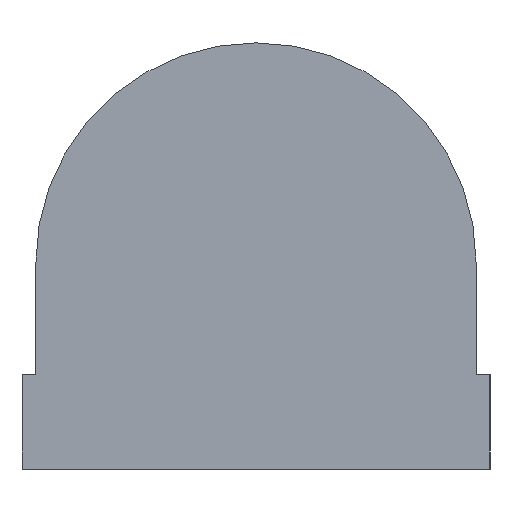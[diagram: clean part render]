
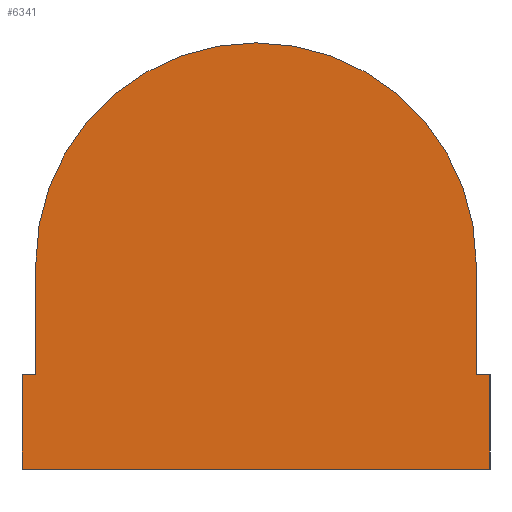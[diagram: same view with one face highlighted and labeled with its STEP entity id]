
A CAD part, left-side view. The second image highlights one B-rep face of the part: STEP entity #6341.
In plain terms, the highlighted face is planar.
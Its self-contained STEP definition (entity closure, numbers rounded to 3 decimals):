
#366=PLANE('',#7096);
#685=FACE_OUTER_BOUND('',#1081,.T.);
#1081=EDGE_LOOP('',(#5599,#5600,#5601,#5602,#5603,#5604,#5605,#5606));
#1669=LINE('',#10427,#2349);
#1672=LINE('',#10432,#2352);
#1674=LINE('',#10436,#2354);
#1677=LINE('',#10444,#2357);
#1679=LINE('',#10448,#2359);
#1681=LINE('',#10452,#2361);
#1683=LINE('',#10455,#2363);
#2349=VECTOR('',#8594,10.);
#2352=VECTOR('',#8599,10.);
#2354=VECTOR('',#8603,10.);
#2357=VECTOR('',#8612,10.);
#2359=VECTOR('',#8616,10.);
#2361=VECTOR('',#8620,10.);
#2363=VECTOR('',#8624,10.);
#2708=CIRCLE('',#7091,43.);
#3193=VERTEX_POINT('',#10425);
#3194=VERTEX_POINT('',#10426);
#3195=VERTEX_POINT('',#10431);
#3196=VERTEX_POINT('',#10435);
#3197=VERTEX_POINT('',#10439);
#3198=VERTEX_POINT('',#10443);
#3199=VERTEX_POINT('',#10447);
#3200=VERTEX_POINT('',#10451);
#4008=EDGE_CURVE('',#3193,#3194,#1669,.T.);
#4011=EDGE_CURVE('',#3195,#3193,#1672,.T.);
#4013=EDGE_CURVE('',#3196,#3195,#1674,.T.);
#4015=EDGE_CURVE('',#3197,#3196,#2708,.T.);
#4017=EDGE_CURVE('',#3198,#3197,#1677,.T.);
#4019=EDGE_CURVE('',#3199,#3198,#1679,.T.);
#4021=EDGE_CURVE('',#3200,#3199,#1681,.T.);
#4023=EDGE_CURVE('',#3194,#3200,#1683,.T.);
#5599=ORIENTED_EDGE('',*,*,#4023,.F.);
#5600=ORIENTED_EDGE('',*,*,#4008,.F.);
#5601=ORIENTED_EDGE('',*,*,#4011,.F.);
#5602=ORIENTED_EDGE('',*,*,#4013,.F.);
#5603=ORIENTED_EDGE('',*,*,#4015,.F.);
#5604=ORIENTED_EDGE('',*,*,#4017,.F.);
#5605=ORIENTED_EDGE('',*,*,#4019,.F.);
#5606=ORIENTED_EDGE('',*,*,#4021,.F.);
#6341=ADVANCED_FACE('',(#685),#366,.F.);
#7091=AXIS2_PLACEMENT_3D('',#10440,#8607,#8608);
#7096=AXIS2_PLACEMENT_3D('',#10456,#8625,#8626);
#8594=DIRECTION('',(0.,0.,1.));
#8599=DIRECTION('',(-1.,0.,0.));
#8603=DIRECTION('',(0.,0.,1.));
#8607=DIRECTION('center_axis',(0.,1.,0.));
#8608=DIRECTION('ref_axis',(1.,0.,0.));
#8612=DIRECTION('',(0.,0.,-1.));
#8616=DIRECTION('',(-1.,0.,0.));
#8620=DIRECTION('',(0.,0.,-1.));
#8624=DIRECTION('',(1.,0.,0.));
#8625=DIRECTION('center_axis',(0.,1.,0.));
#8626=DIRECTION('ref_axis',(0.,0.,1.));
#10425=CARTESIAN_POINT('',(-45.7,0.,-18.5));
#10426=CARTESIAN_POINT('',(-45.7,0.,0.));
#10427=CARTESIAN_POINT('',(-45.7,0.,-18.5));
#10431=CARTESIAN_POINT('',(-43.,0.,-18.5));
#10432=CARTESIAN_POINT('',(-43.,0.,-18.5));
#10435=CARTESIAN_POINT('',(-43.,0.,-40.25));
#10436=CARTESIAN_POINT('',(-43.,0.,-40.25));
#10439=CARTESIAN_POINT('',(43.,0.,-40.25));
#10440=CARTESIAN_POINT('Origin',(0.,0.,-40.25));
#10443=CARTESIAN_POINT('',(43.,0.,-18.5));
#10444=CARTESIAN_POINT('',(43.,0.,-18.5));
#10447=CARTESIAN_POINT('',(45.7,0.,-18.5));
#10448=CARTESIAN_POINT('',(45.7,0.,-18.5));
#10451=CARTESIAN_POINT('',(45.7,0.,0.));
#10452=CARTESIAN_POINT('',(45.7,0.,0.));
#10455=CARTESIAN_POINT('',(-45.7,0.,0.));
#10456=CARTESIAN_POINT('Origin',(0.,0.,-30.764));
